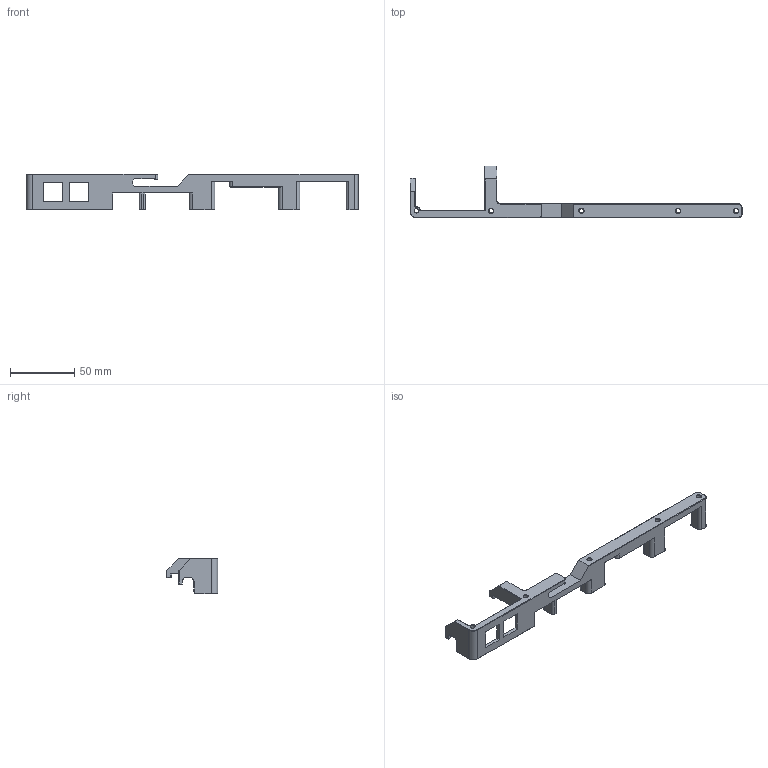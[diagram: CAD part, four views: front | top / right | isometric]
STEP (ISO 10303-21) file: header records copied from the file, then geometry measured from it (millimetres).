
FILE_DESCRIPTION (( 'STEP AP214' ), '1' );
FILE_NAME ('Motherboard cable bracket.STEP', '2025-08-09T06:19:36', ( '' ), ( '' ), 'SwSTEP 2.0', 'SolidWorks 2021', '' );
FILE_SCHEMA (( 'AUTOMOTIVE_DESIGN' ));
Length unit declared in the file: millimetre
Products named in the file (1): Motherboard cable bracket
Bounding box: 257.5 x 40.15 x 27.7 mm (x, y, z)
Volume: 37670.3 mm3; surface area: 19211.5 mm2
Topology: 1 solids, 1 shells, 237 faces, 592 edges, 357 vertices
Faces by surface type: plane 118, cone 65, cylinder 54
Entity records: 6996 total; most frequent: CARTESIAN_POINT 1232, DIRECTION 1220, ORIENTED_EDGE 1184, EDGE_CURVE 592, VECTOR 410, LINE 410, AXIS2_PLACEMENT_3D 405, VERTEX_POINT 357
